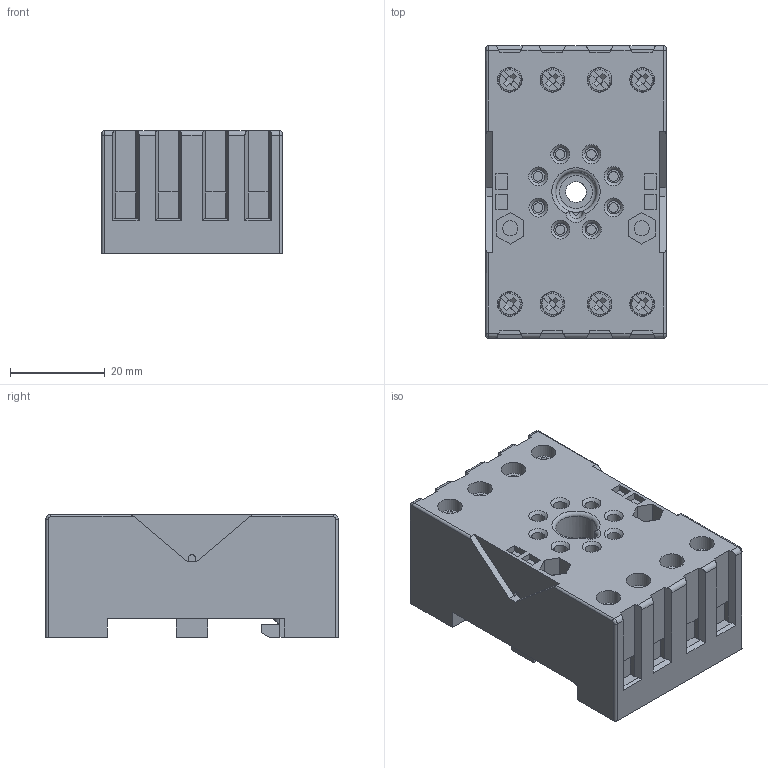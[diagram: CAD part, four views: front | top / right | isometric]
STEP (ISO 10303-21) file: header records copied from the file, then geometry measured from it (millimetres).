
FILE_DESCRIPTION(/* description */ (''),/* implementation_level */ '2;1');
FILE_NAME(/* name */ '3d_HR7XS1.stp',/* time_stamp */ '2018-11-13T08:10:36+01:00',/* author */ ('Andrzej'),/* organization */ (''),/* preprocessor_version */ 'ST-DEVELOPER v16.13',/* originating_system */ 'AutoCAD Mechanical',/* authorisation */ '');
FILE_SCHEMA (('AUTOMOTIVE_DESIGN { 1 0 10303 214 3 1 1 }'));
Length unit declared in the file: millimetre
Products named in the file (1): Product
Bounding box: 38.1 x 61.8 x 26 mm (x, y, z)
Volume: 51002.3 mm3; surface area: 14146.4 mm2
Topology: 1 solids, 1 shells, 445 faces, 1099 edges, 703 vertices
Faces by surface type: plane 324, cylinder 81, sphere 16, torus 11, cone 8, bspline 5
Full cylindrical faces by diameter (mm): 2 x8, 2.6 x4, 2.8 x8, 3.2 x2, 4.4 x1, 4.8 x8, 5.2 x8, 8.6 x1
Entity records: 12547 total; most frequent: CARTESIAN_POINT 2227, DIRECTION 2148, ORIENTED_EDGE 2020, EDGE_CURVE 1010, LINE 746, VECTOR 746, AXIS2_PLACEMENT_3D 701, VERTEX_POINT 671
